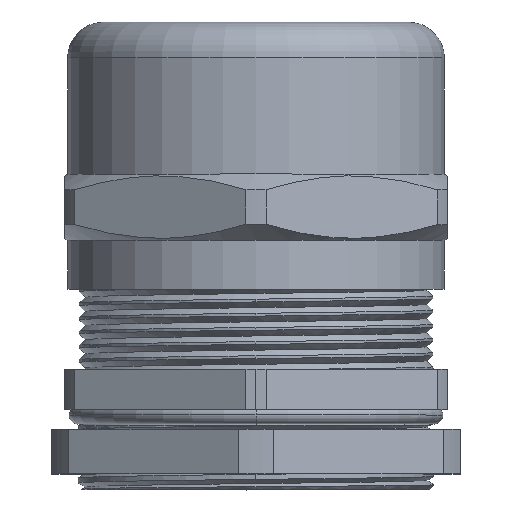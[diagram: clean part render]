
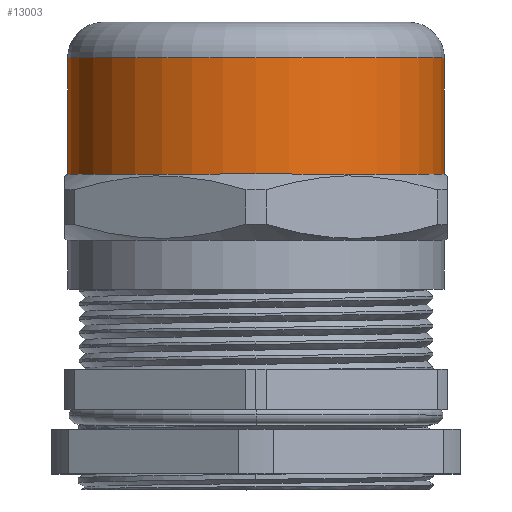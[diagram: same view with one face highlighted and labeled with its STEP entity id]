
A CAD part, top view. The second image highlights one B-rep face of the part: STEP entity #13003.
In plain terms, the highlighted cylindrical face has radius 21.15 mm (diameter 42.3 mm), a partial arc.
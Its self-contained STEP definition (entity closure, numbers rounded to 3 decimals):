
#181 = CYLINDRICAL_SURFACE ( 'NONE', #10295, 21.15 ) ;
#1942 = DIRECTION ( 'NONE',  ( 0., -1., 0. ) ) ;
#2201 = ORIENTED_EDGE ( 'NONE', *, *, #13598, .F. ) ;
#2345 = CIRCLE ( 'NONE', #4027, 21.15 ) ;
#3075 = VERTEX_POINT ( 'NONE', #13868 ) ;
#3613 = CARTESIAN_POINT ( 'NONE',  ( 21.15, -9., 0. ) ) ;
#4027 = AXIS2_PLACEMENT_3D ( 'NONE', #9247, #1942, #10452 ) ;
#4228 = CIRCLE ( 'NONE', #13384, 21.15 ) ;
#4685 = CARTESIAN_POINT ( 'NONE',  ( -21.15, -9., 0. ) ) ;
#5696 = VERTEX_POINT ( 'NONE', #8600 ) ;
#5720 = VECTOR ( 'NONE', #9517, 1000. ) ;
#5916 = ORIENTED_EDGE ( 'NONE', *, *, #11864, .T. ) ;
#6809 = EDGE_CURVE ( 'NONE', #5696, #3075, #2345, .T. ) ;
#6988 = DIRECTION ( 'NONE',  ( 0., -1., 0. ) ) ;
#7021 = FACE_OUTER_BOUND ( 'NONE', #12281, .T. ) ;
#7375 = DIRECTION ( 'NONE',  ( 1., 0., 0. ) ) ;
#7478 = ORIENTED_EDGE ( 'NONE', *, *, #8233, .F. ) ;
#8045 = CARTESIAN_POINT ( 'NONE',  ( -21.15, 26.422, 0. ) ) ;
#8233 = EDGE_CURVE ( 'NONE', #14251, #8797, #4228, .T. ) ;
#8384 = CARTESIAN_POINT ( 'NONE',  ( 21.15, 26.422, 0. ) ) ;
#8523 = CARTESIAN_POINT ( 'NONE',  ( 0., -9., 0. ) ) ;
#8600 = CARTESIAN_POINT ( 'NONE',  ( 21.15, 39.5, 0. ) ) ;
#8797 = VERTEX_POINT ( 'NONE', #8045 ) ;
#8929 = LINE ( 'NONE', #4685, #5720 ) ;
#9247 = CARTESIAN_POINT ( 'NONE',  ( 0., 39.5, 0. ) ) ;
#9517 = DIRECTION ( 'NONE',  ( 0., -1., 0. ) ) ;
#10295 = AXIS2_PLACEMENT_3D ( 'NONE', #8523, #11015, #7375 ) ;
#10452 = DIRECTION ( 'NONE',  ( 1., 0., 0. ) ) ;
#11015 = DIRECTION ( 'NONE',  ( 0., -1., 0. ) ) ;
#11729 = LINE ( 'NONE', #3613, #14412 ) ;
#11864 = EDGE_CURVE ( 'NONE', #3075, #8797, #8929, .T. ) ;
#12088 = DIRECTION ( 'NONE',  ( 0., -1., 0. ) ) ;
#12281 = EDGE_LOOP ( 'NONE', ( #13488, #5916, #7478, #2201 ) ) ;
#13003 = ADVANCED_FACE ( 'NONE', ( #7021 ), #181, .T. ) ;
#13384 = AXIS2_PLACEMENT_3D ( 'NONE', #14076, #6988, #15233 ) ;
#13488 = ORIENTED_EDGE ( 'NONE', *, *, #6809, .T. ) ;
#13598 = EDGE_CURVE ( 'NONE', #5696, #14251, #11729, .T. ) ;
#13868 = CARTESIAN_POINT ( 'NONE',  ( -21.15, 39.5, 0. ) ) ;
#14076 = CARTESIAN_POINT ( 'NONE',  ( 0., 26.422, 0. ) ) ;
#14251 = VERTEX_POINT ( 'NONE', #8384 ) ;
#14412 = VECTOR ( 'NONE', #12088, 1000. ) ;
#15233 = DIRECTION ( 'NONE',  ( 1., 0., 0. ) ) ;
